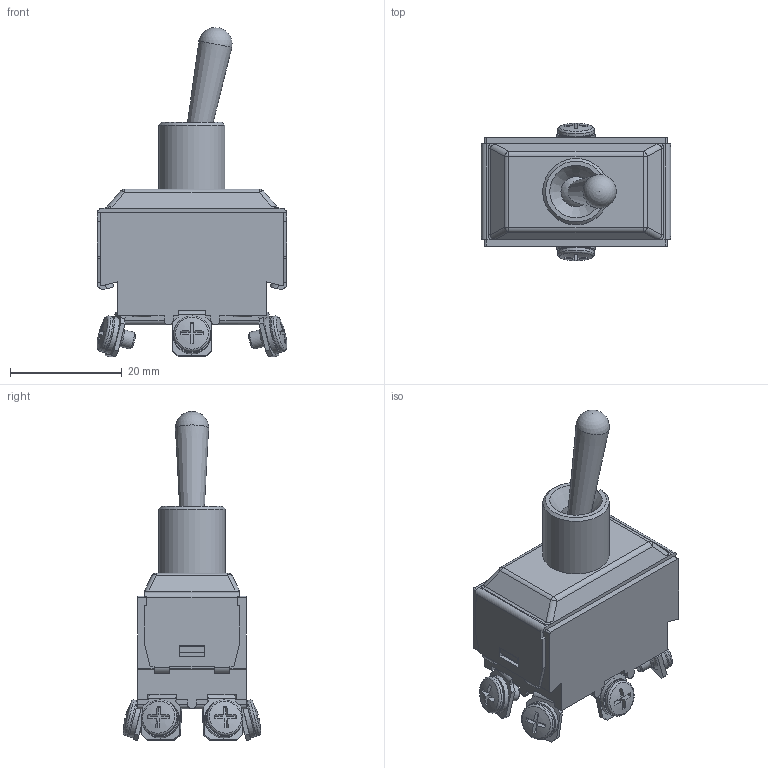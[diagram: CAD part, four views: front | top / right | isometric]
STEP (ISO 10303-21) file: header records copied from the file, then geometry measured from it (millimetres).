
FILE_DESCRIPTION(/* description */ (''),/* implementation_level */ '2;1');
FILE_NAME(/* name */ 'ST26_G_6_J_K_x02.stp',/* time_stamp */ '2026-01-24T15:36:52-06:00',/* author */ ('jmeyers'),/* organization */ (''),/* preprocessor_version */ 'ST-DEVELOPER v18.1',/* originating_system */ 'Autodesk Inventor 2022',/* authorisation */ '');
FILE_SCHEMA (('AUTOMOTIVE_DESIGN { 1 0 10303 214 3 1 1 }'));
Length unit declared in the file: inch
Products named in the file (1): Part3
Bounding box: 34.04 x 24.61 x 58.99 mm (x, y, z)
Volume: 15737.9 mm3; surface area: 6450.9 mm2
Topology: 1 solids, 8 shells, 544 faces, 1415 edges, 892 vertices
Faces by surface type: plane 373, cylinder 85, torus 36, bspline 28, cone 15, sphere 7
Full cylindrical faces by diameter (mm): 2 x6, 3.1 x12, 4 x1, 5.4 x2, 6.529 x6, 6.733 x6
Entity records: 18585 total; most frequent: CARTESIAN_POINT 5345, ORIENTED_EDGE 2816, DIRECTION 2608, EDGE_CURVE 1408, LINE 946, VECTOR 946, VERTEX_POINT 892, AXIS2_PLACEMENT_3D 831
